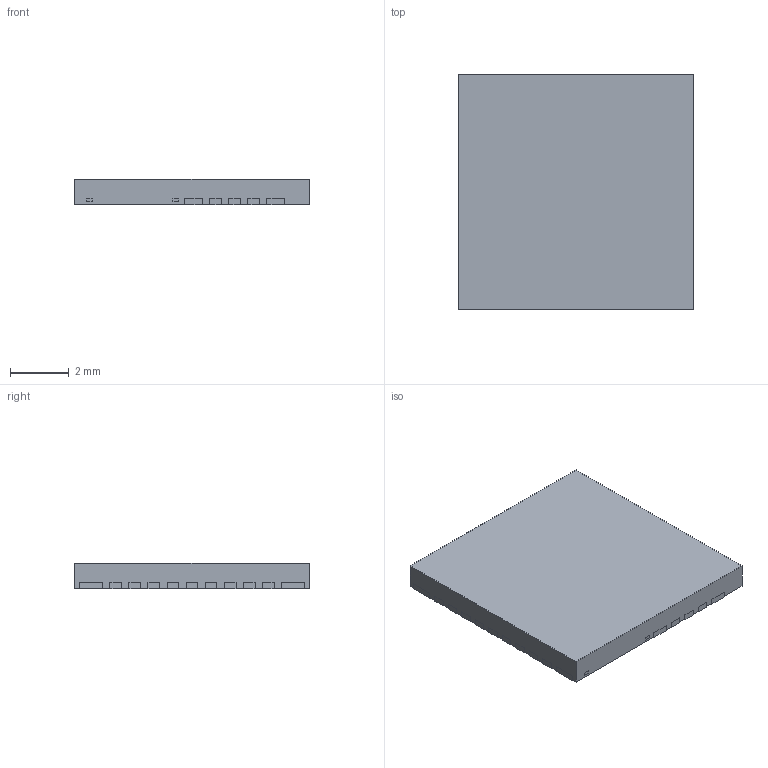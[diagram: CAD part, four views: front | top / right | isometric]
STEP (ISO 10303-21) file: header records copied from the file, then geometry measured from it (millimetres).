
FILE_DESCRIPTION((''),'2;1');
FILE_NAME('RWH0032A_ASM','2020-01-31T10:10:36',('a0412086'),(''),'CREO PARAMETRIC BY PTC INC, 2019292','CREO PARAMETRIC BY PTC INC, 2019292','');
FILE_SCHEMA(('AUTOMOTIVE_DESIGN { 1 0 10303 214 1 1 1 1 }'));
Length unit declared in the file: millimetre
Products named in the file (4): LEADFRAME_AF0; BODY_AF0; PIN1AREA; RWH0032A_ASM
Assembly tree (3 placements, depth 2):
  RWH0032A_ASM
    LEADFRAME_AF0
    BODY_AF0
    PIN1AREA
Bounding box: 8 x 8 x 0.88 mm (x, y, z)
Volume: 55.2 mm3; surface area: 276.1 mm2
Topology: 34 solids, 34 shells, 641 faces, 1722 edges, 1148 vertices
Faces by surface type: plane 641
Entity records: 25664 total; most frequent: CARTESIAN_POINT 3525, ORIENTED_EDGE 3444, DIRECTION 3018, PRESENTATION_STYLE_ASSIGNMENT 1825, STYLED_ITEM 1756, VECTOR 1722, LINE 1722, CURVE_STYLE 1722
